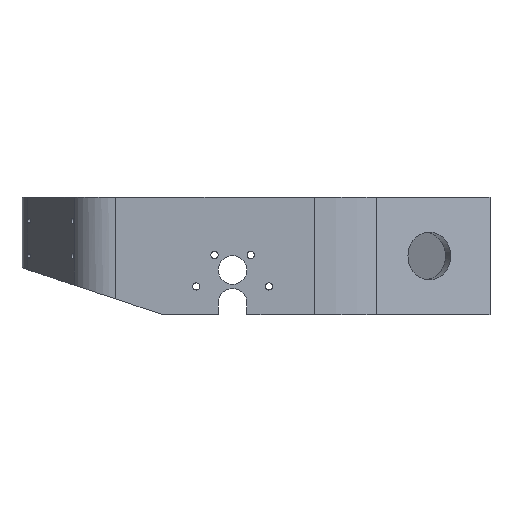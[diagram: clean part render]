
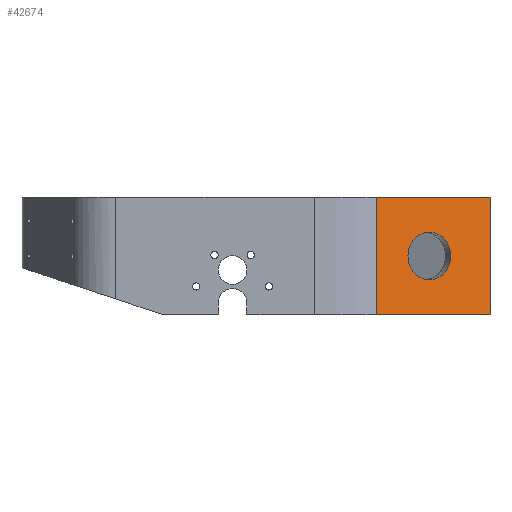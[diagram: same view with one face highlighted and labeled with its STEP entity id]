
A CAD part, left-side view. The second image highlights one B-rep face of the part: STEP entity #42674.
In plain terms, the highlighted planar face has unit normal (-0.897, -0.441, 0).
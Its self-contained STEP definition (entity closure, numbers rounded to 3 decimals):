
#19275 = PLANE('',#19276);
#19276 = AXIS2_PLACEMENT_3D('',#19277,#19278,#19279);
#19277 = CARTESIAN_POINT('',(-44.309,-0.415,55.));
#19278 = DIRECTION('',(0.,0.,1.));
#19279 = DIRECTION('',(1.,0.,0.));
#35176 = VERTEX_POINT('',#35177);
#35177 = CARTESIAN_POINT('',(-93.851,-51.46,55.));
#35192 = CYLINDRICAL_SURFACE('',#35193,60.);
#35193 = AXIS2_PLACEMENT_3D('',#35194,#35195,#35196);
#35194 = CARTESIAN_POINT('',(-40.,-25.,5.));
#35195 = DIRECTION('',(-0.,-0.,-1.));
#35196 = DIRECTION('',(1.,0.,0.));
#35204 = EDGE_CURVE('',#35176,#35205,#35207,.T.);
#35205 = VERTEX_POINT('',#35206);
#35206 = CARTESIAN_POINT('',(-70.,-100.,55.));
#35207 = SURFACE_CURVE('',#35208,(#35212,#35219),.PCURVE_S1.);
#35208 = LINE('',#35209,#35210);
#35209 = CARTESIAN_POINT('',(-93.851,-51.46,55.));
#35210 = VECTOR('',#35211,1.);
#35211 = DIRECTION('',(0.441,-0.898,0.));
#35212 = PCURVE('',#19275,#35213);
#35213 = DEFINITIONAL_REPRESENTATION('',(#35214),#35218);
#35214 = LINE('',#35215,#35216);
#35215 = CARTESIAN_POINT('',(-49.541,-51.045));
#35216 = VECTOR('',#35217,1.);
#35217 = DIRECTION('',(0.441,-0.898));
#35218 = ( GEOMETRIC_REPRESENTATION_CONTEXT(2) 
PARAMETRIC_REPRESENTATION_CONTEXT() REPRESENTATION_CONTEXT('2D SPACE',''
  ) );
#35219 = PCURVE('',#35220,#35225);
#35220 = PLANE('',#35221);
#35221 = AXIS2_PLACEMENT_3D('',#35222,#35223,#35224);
#35222 = CARTESIAN_POINT('',(-93.851,-51.46,5.));
#35223 = DIRECTION('',(0.898,0.441,0.));
#35224 = DIRECTION('',(0.441,-0.898,0.));
#35225 = DEFINITIONAL_REPRESENTATION('',(#35226),#35230);
#35226 = LINE('',#35227,#35228);
#35227 = CARTESIAN_POINT('',(0.,-50.));
#35228 = VECTOR('',#35229,1.);
#35229 = DIRECTION('',(1.,0.));
#35230 = ( GEOMETRIC_REPRESENTATION_CONTEXT(2) 
PARAMETRIC_REPRESENTATION_CONTEXT() REPRESENTATION_CONTEXT('2D SPACE',''
  ) );
#35248 = PLANE('',#35249);
#35249 = AXIS2_PLACEMENT_3D('',#35250,#35251,#35252);
#35250 = CARTESIAN_POINT('',(-70.,-100.,5.));
#35251 = DIRECTION('',(0.,1.,0.));
#35252 = DIRECTION('',(1.,0.,0.));
#37257 = PLANE('',#37258);
#37258 = AXIS2_PLACEMENT_3D('',#37259,#37260,#37261);
#37259 = CARTESIAN_POINT('',(-44.309,-0.415,5.));
#37260 = DIRECTION('',(0.,0.,1.));
#37261 = DIRECTION('',(1.,0.,0.));
#42603 = EDGE_CURVE('',#42604,#35176,#42606,.T.);
#42604 = VERTEX_POINT('',#42605);
#42605 = CARTESIAN_POINT('',(-93.851,-51.46,5.));
#42606 = SURFACE_CURVE('',#42607,(#42611,#42618),.PCURVE_S1.);
#42607 = LINE('',#42608,#42609);
#42608 = CARTESIAN_POINT('',(-93.851,-51.46,5.));
#42609 = VECTOR('',#42610,1.);
#42610 = DIRECTION('',(0.,0.,1.));
#42611 = PCURVE('',#35192,#42612);
#42612 = DEFINITIONAL_REPRESENTATION('',(#42613),#42617);
#42613 = LINE('',#42614,#42615);
#42614 = CARTESIAN_POINT('',(-3.598,0.));
#42615 = VECTOR('',#42616,1.);
#42616 = DIRECTION('',(-0.,-1.));
#42617 = ( GEOMETRIC_REPRESENTATION_CONTEXT(2) 
PARAMETRIC_REPRESENTATION_CONTEXT() REPRESENTATION_CONTEXT('2D SPACE',''
  ) );
#42618 = PCURVE('',#35220,#42619);
#42619 = DEFINITIONAL_REPRESENTATION('',(#42620),#42624);
#42620 = LINE('',#42621,#42622);
#42621 = CARTESIAN_POINT('',(0.,0.));
#42622 = VECTOR('',#42623,1.);
#42623 = DIRECTION('',(0.,-1.));
#42624 = ( GEOMETRIC_REPRESENTATION_CONTEXT(2) 
PARAMETRIC_REPRESENTATION_CONTEXT() REPRESENTATION_CONTEXT('2D SPACE',''
  ) );
#42674 = ADVANCED_FACE('',(#42675,#42723),#35220,.F.);
#42675 = FACE_BOUND('',#42676,.F.);
#42676 = EDGE_LOOP('',(#42677,#42678,#42679,#42702));
#42677 = ORIENTED_EDGE('',*,*,#42603,.T.);
#42678 = ORIENTED_EDGE('',*,*,#35204,.T.);
#42679 = ORIENTED_EDGE('',*,*,#42680,.F.);
#42680 = EDGE_CURVE('',#42681,#35205,#42683,.T.);
#42681 = VERTEX_POINT('',#42682);
#42682 = CARTESIAN_POINT('',(-70.,-100.,5.));
#42683 = SURFACE_CURVE('',#42684,(#42688,#42695),.PCURVE_S1.);
#42684 = LINE('',#42685,#42686);
#42685 = CARTESIAN_POINT('',(-70.,-100.,5.));
#42686 = VECTOR('',#42687,1.);
#42687 = DIRECTION('',(0.,0.,1.));
#42688 = PCURVE('',#35220,#42689);
#42689 = DEFINITIONAL_REPRESENTATION('',(#42690),#42694);
#42690 = LINE('',#42691,#42692);
#42691 = CARTESIAN_POINT('',(54.083,0.));
#42692 = VECTOR('',#42693,1.);
#42693 = DIRECTION('',(0.,-1.));
#42694 = ( GEOMETRIC_REPRESENTATION_CONTEXT(2) 
PARAMETRIC_REPRESENTATION_CONTEXT() REPRESENTATION_CONTEXT('2D SPACE',''
  ) );
#42695 = PCURVE('',#35248,#42696);
#42696 = DEFINITIONAL_REPRESENTATION('',(#42697),#42701);
#42697 = LINE('',#42698,#42699);
#42698 = CARTESIAN_POINT('',(0.,0.));
#42699 = VECTOR('',#42700,1.);
#42700 = DIRECTION('',(0.,-1.));
#42701 = ( GEOMETRIC_REPRESENTATION_CONTEXT(2) 
PARAMETRIC_REPRESENTATION_CONTEXT() REPRESENTATION_CONTEXT('2D SPACE',''
  ) );
#42702 = ORIENTED_EDGE('',*,*,#42703,.F.);
#42703 = EDGE_CURVE('',#42604,#42681,#42704,.T.);
#42704 = SURFACE_CURVE('',#42705,(#42709,#42716),.PCURVE_S1.);
#42705 = LINE('',#42706,#42707);
#42706 = CARTESIAN_POINT('',(-93.851,-51.46,5.));
#42707 = VECTOR('',#42708,1.);
#42708 = DIRECTION('',(0.441,-0.898,0.));
#42709 = PCURVE('',#35220,#42710);
#42710 = DEFINITIONAL_REPRESENTATION('',(#42711),#42715);
#42711 = LINE('',#42712,#42713);
#42712 = CARTESIAN_POINT('',(0.,0.));
#42713 = VECTOR('',#42714,1.);
#42714 = DIRECTION('',(1.,0.));
#42715 = ( GEOMETRIC_REPRESENTATION_CONTEXT(2) 
PARAMETRIC_REPRESENTATION_CONTEXT() REPRESENTATION_CONTEXT('2D SPACE',''
  ) );
#42716 = PCURVE('',#37257,#42717);
#42717 = DEFINITIONAL_REPRESENTATION('',(#42718),#42722);
#42718 = LINE('',#42719,#42720);
#42719 = CARTESIAN_POINT('',(-49.541,-51.045));
#42720 = VECTOR('',#42721,1.);
#42721 = DIRECTION('',(0.441,-0.898));
#42722 = ( GEOMETRIC_REPRESENTATION_CONTEXT(2) 
PARAMETRIC_REPRESENTATION_CONTEXT() REPRESENTATION_CONTEXT('2D SPACE',''
  ) );
#42723 = FACE_BOUND('',#42724,.F.);
#42724 = EDGE_LOOP('',(#42725));
#42725 = ORIENTED_EDGE('',*,*,#42726,.T.);
#42726 = EDGE_CURVE('',#42727,#42727,#42729,.T.);
#42727 = VERTEX_POINT('',#42728);
#42728 = CARTESIAN_POINT('',(-78.238,-83.234,30.));
#42729 = SURFACE_CURVE('',#42730,(#42735,#42746),.PCURVE_S1.);
#42730 = CIRCLE('',#42731,10.2);
#42731 = AXIS2_PLACEMENT_3D('',#42732,#42733,#42734);
#42732 = CARTESIAN_POINT('',(-82.736,-74.079,30.));
#42733 = DIRECTION('',(-0.898,-0.441,0.));
#42734 = DIRECTION('',(0.441,-0.898,0.));
#42735 = PCURVE('',#35220,#42736);
#42736 = DEFINITIONAL_REPRESENTATION('',(#42737),#42745);
#42737 = ( BOUNDED_CURVE() B_SPLINE_CURVE(2,(#42738,#42739,#42740,#42741
    ,#42742,#42743,#42744),.UNSPECIFIED.,.T.,.F.) 
B_SPLINE_CURVE_WITH_KNOTS((1,2,2,2,2,1),(-2.094,0.,
    2.094,4.189,6.283,8.378),
.UNSPECIFIED.) CURVE() GEOMETRIC_REPRESENTATION_ITEM() 
RATIONAL_B_SPLINE_CURVE((1.,0.5,1.,0.5,1.,0.5,1.)) REPRESENTATION_ITEM(
  '') );
#42738 = CARTESIAN_POINT('',(35.402,-25.));
#42739 = CARTESIAN_POINT('',(35.402,-42.667));
#42740 = CARTESIAN_POINT('',(20.102,-33.833));
#42741 = CARTESIAN_POINT('',(4.802,-25.));
#42742 = CARTESIAN_POINT('',(20.102,-16.167));
#42743 = CARTESIAN_POINT('',(35.402,-7.333));
#42744 = CARTESIAN_POINT('',(35.402,-25.));
#42745 = ( GEOMETRIC_REPRESENTATION_CONTEXT(2) 
PARAMETRIC_REPRESENTATION_CONTEXT() REPRESENTATION_CONTEXT('2D SPACE',''
  ) );
#42746 = PCURVE('',#42747,#42752);
#42747 = CYLINDRICAL_SURFACE('',#42748,10.2);
#42748 = AXIS2_PLACEMENT_3D('',#42749,#42750,#42751);
#42749 = CARTESIAN_POINT('',(-82.736,-74.079,30.));
#42750 = DIRECTION('',(-0.898,-0.441,0.));
#42751 = DIRECTION('',(0.441,-0.898,0.));
#42752 = DEFINITIONAL_REPRESENTATION('',(#42753),#42757);
#42753 = LINE('',#42754,#42755);
#42754 = CARTESIAN_POINT('',(0.,0.));
#42755 = VECTOR('',#42756,1.);
#42756 = DIRECTION('',(1.,0.));
#42757 = ( GEOMETRIC_REPRESENTATION_CONTEXT(2) 
PARAMETRIC_REPRESENTATION_CONTEXT() REPRESENTATION_CONTEXT('2D SPACE',''
  ) );
